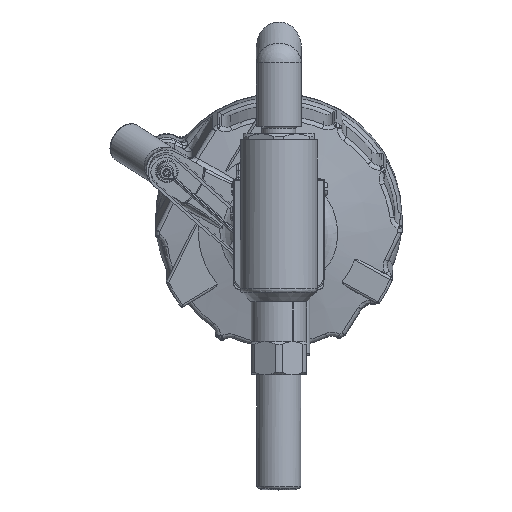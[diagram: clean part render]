
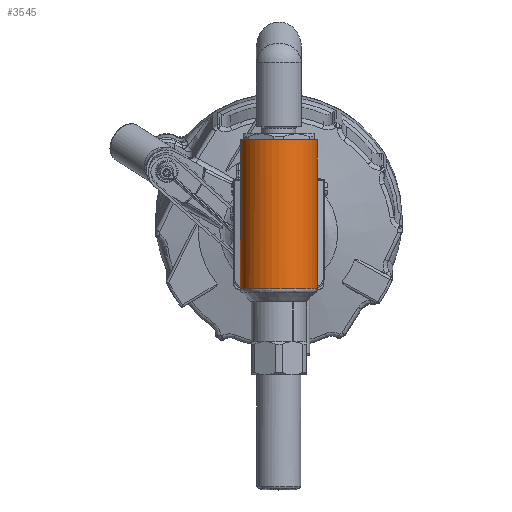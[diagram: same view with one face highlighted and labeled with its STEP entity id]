
A CAD part, top view. The second image highlights one B-rep face of the part: STEP entity #3545.
In plain terms, the highlighted cylindrical face has radius 24.384 mm (diameter 48.768 mm), a full revolution.
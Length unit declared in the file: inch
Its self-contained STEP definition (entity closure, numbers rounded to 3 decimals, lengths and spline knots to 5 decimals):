
#222=(
BOUNDED_CURVE()
B_SPLINE_CURVE(3,(#45344,#45345,#45346,#45347,#45348,#45349),
 .UNSPECIFIED.,.F.,.F.)
B_SPLINE_CURVE_WITH_KNOTS((4,2,4),(0.,0.5,1.),.UNSPECIFIED.)
CURVE()
GEOMETRIC_REPRESENTATION_ITEM()
RATIONAL_B_SPLINE_CURVE((1.,1.,1.,1.,1.,1.))
REPRESENTATION_ITEM('')
);
#1172=CYLINDRICAL_SURFACE('',#24341,0.96);
#1395=FACE_BOUND('',#6678,.T.);
#1396=FACE_BOUND('',#6679,.T.);
#2275=CIRCLE('',#24320,0.96);
#2289=CIRCLE('',#24337,0.96);
#2290=CIRCLE('',#24339,0.96);
#2291=CIRCLE('',#24340,0.96);
#3545=ADVANCED_FACE('',(#1395,#1396),#1172,.T.);
#6678=EDGE_LOOP('',(#14305,#14306,#14307,#14308,#14309,#14310,#14311,#14312,
#14313,#14314));
#6679=EDGE_LOOP('',(#14315));
#7760=LINE('',#45148,#8869);
#7776=LINE('',#45358,#8885);
#7777=LINE('',#45365,#8886);
#7778=LINE('',#45366,#8887);
#8869=VECTOR('',#28873,1.);
#8885=VECTOR('',#28965,1.);
#8886=VECTOR('',#28966,1.);
#8887=VECTOR('',#28967,1.);
#14305=ORIENTED_EDGE('',*,*,#20771,.F.);
#14306=ORIENTED_EDGE('',*,*,#20772,.T.);
#14307=ORIENTED_EDGE('',*,*,#20773,.T.);
#14308=ORIENTED_EDGE('',*,*,#20774,.T.);
#14309=ORIENTED_EDGE('',*,*,#20775,.T.);
#14310=ORIENTED_EDGE('',*,*,#20776,.T.);
#14311=ORIENTED_EDGE('',*,*,#20747,.T.);
#14312=ORIENTED_EDGE('',*,*,#20777,.T.);
#14313=ORIENTED_EDGE('',*,*,#20778,.T.);
#14314=ORIENTED_EDGE('',*,*,#20712,.T.);
#14315=ORIENTED_EDGE('',*,*,#20770,.T.);
#17662=VERTEX_POINT('',#45145);
#17663=VERTEX_POINT('',#45147);
#17692=VERTEX_POINT('',#45288);
#17693=VERTEX_POINT('',#45290);
#17713=VERTEX_POINT('',#45342);
#17714=VERTEX_POINT('',#45350);
#17715=VERTEX_POINT('',#45352);
#17716=VERTEX_POINT('',#45357);
#17717=VERTEX_POINT('',#45359);
#17718=VERTEX_POINT('',#45364);
#17719=VERTEX_POINT('',#45367);
#20712=EDGE_CURVE('',#17662,#17663,#7760,.T.);
#20747=EDGE_CURVE('',#17693,#17692,#2275,.T.);
#20770=EDGE_CURVE('',#17713,#17713,#2289,.T.);
#20771=EDGE_CURVE('',#17714,#17663,#222,.T.);
#20772=EDGE_CURVE('',#17714,#17715,#2290,.T.);
#20773=EDGE_CURVE('',#17715,#17716,#22507,.T.);
#20774=EDGE_CURVE('',#17716,#17717,#7776,.T.);
#20775=EDGE_CURVE('',#17717,#17718,#22508,.T.);
#20776=EDGE_CURVE('',#17718,#17693,#7777,.T.);
#20777=EDGE_CURVE('',#17692,#17719,#7778,.T.);
#20778=EDGE_CURVE('',#17719,#17662,#2291,.T.);
#22507=B_SPLINE_CURVE_WITH_KNOTS('',3,(#45353,#45354,#45355,#45356),
 .UNSPECIFIED.,.F.,.F.,(4,4),(0.,1.),.UNSPECIFIED.);
#22508=B_SPLINE_CURVE_WITH_KNOTS('',3,(#45360,#45361,#45362,#45363),
 .UNSPECIFIED.,.F.,.F.,(4,4),(0.,1.),.UNSPECIFIED.);
#24320=AXIS2_PLACEMENT_3D('',#45289,#28918,#28919);
#24337=AXIS2_PLACEMENT_3D('',#45341,#28959,#28960);
#24339=AXIS2_PLACEMENT_3D('',#45351,#28963,#28964);
#24340=AXIS2_PLACEMENT_3D('',#45368,#28968,#28969);
#24341=AXIS2_PLACEMENT_3D('',#45369,#28970,#28971);
#28873=DIRECTION('',(0.,1.,0.));
#28918=DIRECTION('',(0.,1.,0.));
#28919=DIRECTION('',(0.,0.,1.));
#28959=DIRECTION('',(0.,-1.,0.));
#28960=DIRECTION('',(0.,0.,1.));
#28963=DIRECTION('',(0.,1.,0.));
#28964=DIRECTION('',(0.,0.,-1.));
#28965=DIRECTION('',(0.,-1.,0.));
#28966=DIRECTION('',(0.,-1.,0.));
#28967=DIRECTION('',(0.,1.,0.));
#28968=DIRECTION('',(0.,1.,0.));
#28969=DIRECTION('',(0.,0.,1.));
#28970=DIRECTION('',(0.,-1.,0.));
#28971=DIRECTION('',(0.,0.,-1.));
#45145=CARTESIAN_POINT('',(-0.11006,4.9645,-0.95367));
#45147=CARTESIAN_POINT('',(-0.11006,5.3765,-0.95367));
#45148=CARTESIAN_POINT('',(-0.11006,-2.11931,-0.95367));
#45288=CARTESIAN_POINT('',(0.74581,2.14128,-0.60446));
#45289=CARTESIAN_POINT('',(0.,2.14128,0.));
#45290=CARTESIAN_POINT('',(-0.74581,2.14128,-0.60446));
#45341=CARTESIAN_POINT('',(0.,5.8435,0.));
#45342=CARTESIAN_POINT('',(0.,5.8435,0.96));
#45344=CARTESIAN_POINT('',(-0.25683,5.5295,-0.92501));
#45345=CARTESIAN_POINT('',(-0.22041,5.5295,-0.93512));
#45346=CARTESIAN_POINT('',(-0.18227,5.51545,-0.94295));
#45347=CARTESIAN_POINT('',(-0.12694,5.45965,-0.95198));
#45348=CARTESIAN_POINT('',(-0.11006,5.41828,-0.95367));
#45349=CARTESIAN_POINT('',(-0.11006,5.3765,-0.95367));
#45350=CARTESIAN_POINT('',(-0.25683,5.5295,-0.92501));
#45351=CARTESIAN_POINT('',(0.,5.5295,0.));
#45352=CARTESIAN_POINT('',(-0.59697,5.5295,-0.75182));
#45353=CARTESIAN_POINT('',(-0.59697,5.5295,-0.75182));
#45354=CARTESIAN_POINT('',(-0.66386,5.5295,-0.6987));
#45355=CARTESIAN_POINT('',(-0.70648,5.46244,-0.64998));
#45356=CARTESIAN_POINT('',(-0.70648,5.3765,-0.64998));
#45357=CARTESIAN_POINT('',(-0.70648,5.3765,-0.64998));
#45358=CARTESIAN_POINT('',(-0.70648,-2.11931,-0.64998));
#45359=CARTESIAN_POINT('',(-0.70648,4.8734,-0.64998));
#45360=CARTESIAN_POINT('',(-0.70648,4.8734,-0.64998));
#45361=CARTESIAN_POINT('',(-0.7236,4.8743,-0.63138));
#45362=CARTESIAN_POINT('',(-0.73647,4.87863,-0.61598));
#45363=CARTESIAN_POINT('',(-0.74581,4.88639,-0.60446));
#45364=CARTESIAN_POINT('',(-0.74581,4.88639,-0.60446));
#45365=CARTESIAN_POINT('',(-0.74581,-2.11931,-0.60446));
#45366=CARTESIAN_POINT('',(0.74581,-2.11931,-0.60446));
#45367=CARTESIAN_POINT('',(0.74581,4.9645,-0.60446));
#45368=CARTESIAN_POINT('',(0.,4.9645,0.));
#45369=CARTESIAN_POINT('',(0.,-2.11931,0.));
